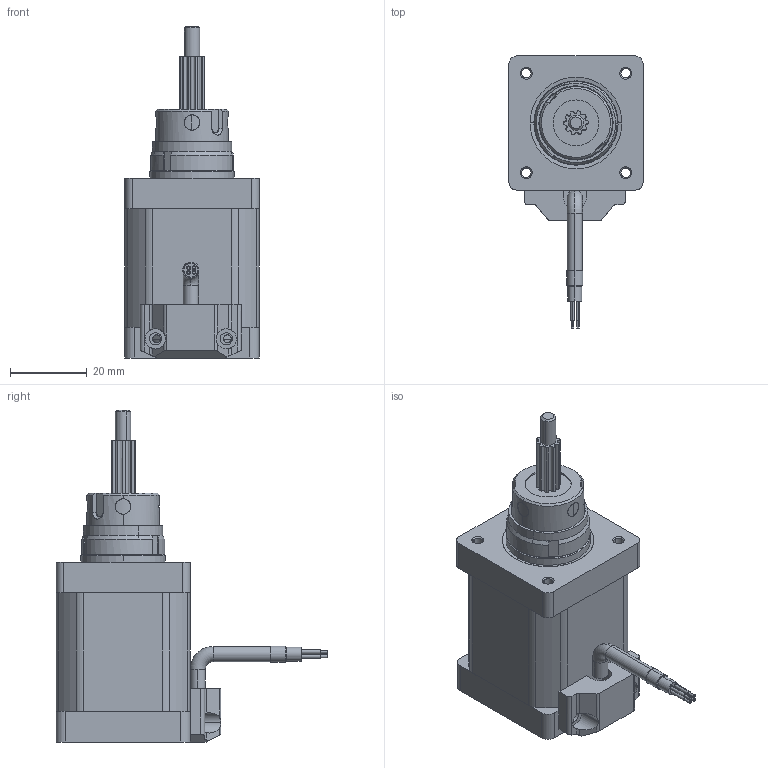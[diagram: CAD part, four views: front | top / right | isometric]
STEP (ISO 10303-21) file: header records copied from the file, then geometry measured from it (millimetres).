
FILE_DESCRIPTION (( 'STEP AP214' ), '1' );
FILE_NAME ('35NC247-T5.08-15-04-12.7-001.STEP', '2024-11-25T02:41:43', ( 'MM' ), ( 'Microsoft' ), 'SwSTEP 2.0', 'SolidWorks 2024', '' );
FILE_SCHEMA (( 'AUTOMOTIVE_DESIGN' ));
Length unit declared in the file: millimetre
Products named in the file (21): 07-42-008（42固定轴卡簧）; 01-35-001（35直线电机φ19）_04-42-001; 02-35-31_10-35-001-1; 03-35-5.5-11.5_10-35-006-2; 07-42-009（42固定轴-12.7花键）_01-42-013-3; 08-35-001（35直线电机磁钢）_07-28-001-2; 07-42-009（42固定轴-12.7丝杆）_03-42-003-3; 35NC247-T5.08-15-04-12.7-001; 13-35-001（压线板）; 01-35-003（35直线电机后盖电缆线）_04-42-002; 06-42-013（贯通48电机轴）_01-42-011-1; 07-42-003（42固定轴注塑螺母）; 13-35-15; 07-42-001（42固定轴锁紧螺母）; 02-35-47; 09-42-001（φ19Xφ10X5)_09-42-001-1; 03-35-008贯通47机身; 14-42-002标准电缆线引出线; 07-42-009（42固定轴-12.7铝套）_08-35-002-3; 06-42-035注塑轴用塑料; 10-35-001直线隔磁片
Assembly tree (27 placements, depth 3):
  35NC247-T5.08-15-04-12.7-001
    01-35-003（35直线电机后盖电缆线）_04-42-002
    01-35-001（35直线电机φ19）_04-42-001
    02-35-47
      02-35-31_10-35-001-1
      13-35-15  x2
    03-35-008贯通47机身
      06-42-013（贯通48电机轴）_01-42-011-1
      03-35-5.5-11.5_10-35-006-2  x4
      08-35-001（35直线电机磁钢）_07-28-001-2  x2
      10-35-001直线隔磁片
      06-42-035注塑轴用塑料
    07-42-001（42固定轴锁紧螺母）
    07-42-009（42固定轴-12.7铝套）_08-35-002-3
    07-42-003（42固定轴注塑螺母）
    07-42-009（42固定轴-12.7丝杆）_03-42-003-3
    09-42-001（φ19Xφ10X5)_09-42-001-1  x2
    07-42-009（42固定轴-12.7花键）_01-42-013-3
    06-42-035注塑轴用塑料
    07-42-008（42固定轴卡簧）
    13-35-001（压线板）
    14-42-002标准电缆线引出线
Bounding box: 35 x 71 x 86.7 mm (x, y, z)
Volume: 47425.3 mm3; surface area: 61250.5 mm2
Topology: 49 solids, 49 shells, 3522 faces, 9737 edges, 6419 vertices
Faces by surface type: cylinder 2102, plane 1162, bspline 117, cone 103, torus 38
Entity records: 78680 total; most frequent: CARTESIAN_POINT 27995, DIRECTION 10793, ORIENTED_EDGE 10506, EDGE_CURVE 5253, AXIS2_PLACEMENT_3D 4067, VERTEX_POINT 3453, VECTOR 2659, LINE 2659
